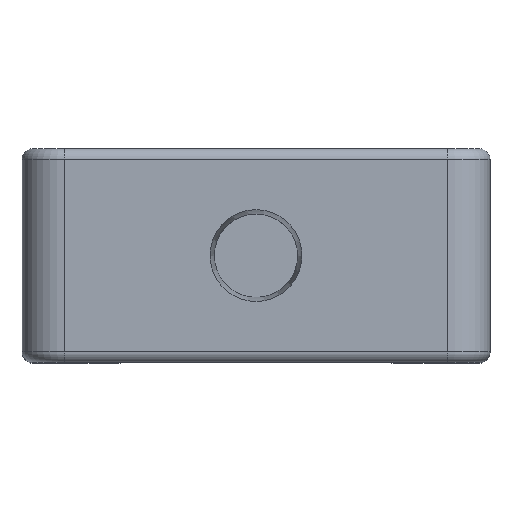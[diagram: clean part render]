
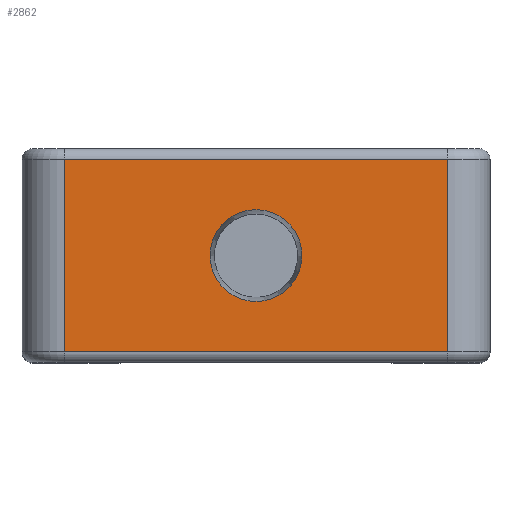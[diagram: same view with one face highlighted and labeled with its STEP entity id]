
A CAD part, top view. The second image highlights one B-rep face of the part: STEP entity #2862.
In plain terms, the highlighted planar face has unit normal (0, 0, 1).
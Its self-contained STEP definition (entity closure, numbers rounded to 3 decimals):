
#65=FACE_BOUND('',#761,.T.);
#70=PLANE('',#3099);
#196=LINE('',#6776,#369);
#197=LINE('',#6778,#370);
#198=LINE('',#6780,#371);
#199=LINE('',#6781,#372);
#369=VECTOR('',#3559,10.);
#370=VECTOR('',#3560,10.);
#371=VECTOR('',#3561,10.);
#372=VECTOR('',#3562,10.);
#562=FACE_OUTER_BOUND('',#760,.T.);
#760=EDGE_LOOP('',(#2028,#2029,#2030,#2031));
#761=EDGE_LOOP('',(#2032));
#973=CIRCLE('',#3094,2.15);
#1271=VERTEX_POINT('',#6762);
#1275=VERTEX_POINT('',#6774);
#1276=VERTEX_POINT('',#6775);
#1277=VERTEX_POINT('',#6777);
#1278=VERTEX_POINT('',#6779);
#1547=EDGE_CURVE('',#1271,#1271,#973,.T.);
#1553=EDGE_CURVE('',#1275,#1276,#196,.T.);
#1554=EDGE_CURVE('',#1275,#1277,#197,.T.);
#1555=EDGE_CURVE('',#1278,#1277,#198,.T.);
#1556=EDGE_CURVE('',#1278,#1276,#199,.T.);
#2028=ORIENTED_EDGE('',*,*,#1553,.F.);
#2029=ORIENTED_EDGE('',*,*,#1554,.T.);
#2030=ORIENTED_EDGE('',*,*,#1555,.F.);
#2031=ORIENTED_EDGE('',*,*,#1556,.T.);
#2032=ORIENTED_EDGE('',*,*,#1547,.F.);
#2862=ADVANCED_FACE('',(#562,#65),#70,.T.);
#3094=AXIS2_PLACEMENT_3D('',#6763,#3545,#3546);
#3099=AXIS2_PLACEMENT_3D('',#6773,#3557,#3558);
#3545=DIRECTION('center_axis',(0.,0.,
1.));
#3546=DIRECTION('ref_axis',(-1.,0.,0.));
#3557=DIRECTION('center_axis',(0.,0.,
1.));
#3558=DIRECTION('ref_axis',(0.,-1.,0.));
#3559=DIRECTION('',(0.,-1.,0.));
#3560=DIRECTION('',(-1.,0.,0.));
#3561=DIRECTION('',(0.,1.,0.));
#3562=DIRECTION('',(1.,0.,0.));
#6762=CARTESIAN_POINT('',(2.15,0.,28.));
#6763=CARTESIAN_POINT('Origin',(0.,0.,
28.));
#6773=CARTESIAN_POINT('Origin',(-10.95,5.,28.));
#6774=CARTESIAN_POINT('',(8.95,4.5,28.));
#6775=CARTESIAN_POINT('',(8.95,-4.5,28.));
#6776=CARTESIAN_POINT('',(8.95,1.71,28.));
#6777=CARTESIAN_POINT('',(-8.95,4.5,28.));
#6778=CARTESIAN_POINT('',(8.45,4.5,28.));
#6779=CARTESIAN_POINT('',(-8.95,-4.5,28.));
#6780=CARTESIAN_POINT('',(-8.95,1.71,28.));
#6781=CARTESIAN_POINT('',(10.95,-4.5,28.));
